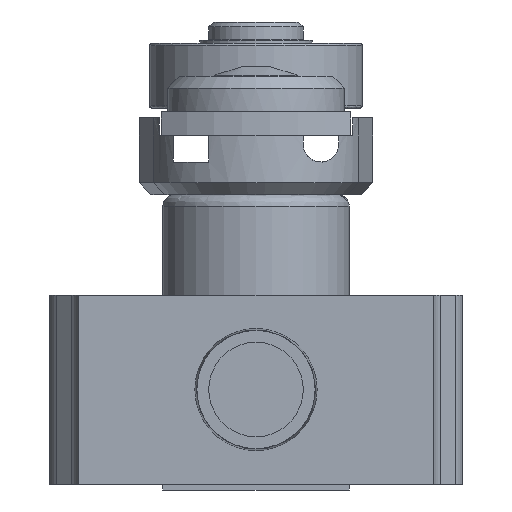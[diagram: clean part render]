
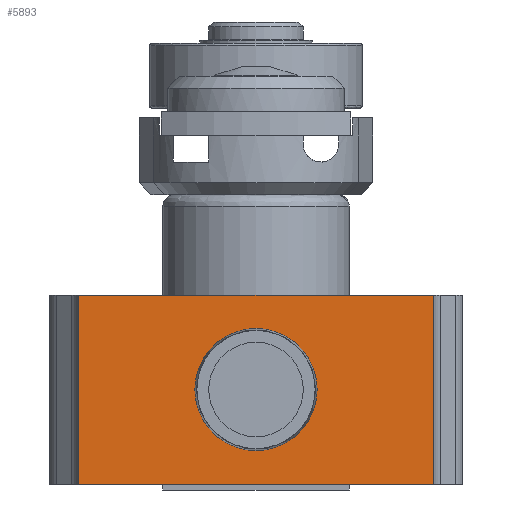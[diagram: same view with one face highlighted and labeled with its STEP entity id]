
A CAD part, front view. The second image highlights one B-rep face of the part: STEP entity #5893.
In plain terms, the highlighted planar face has unit normal (0, -1, 0).
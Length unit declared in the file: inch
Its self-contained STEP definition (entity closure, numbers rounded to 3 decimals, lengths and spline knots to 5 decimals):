
#91 = LINE ( 'NONE', #3858, #5497 ) ;
#250 = VERTEX_POINT ( 'NONE', #1854 ) ;
#315 = DIRECTION ( 'NONE',  ( 1., 0., 0. ) ) ;
#488 = EDGE_LOOP ( 'NONE', ( #1962, #7109, #5194, #1813 ) ) ;
#696 = VECTOR ( 'NONE', #3592, 39.37008 ) ;
#828 = DIRECTION ( 'NONE',  ( -1., 0., 0. ) ) ;
#835 = EDGE_CURVE ( 'NONE', #2644, #2644, #5484, .T. ) ;
#1120 = DIRECTION ( 'NONE',  ( 0., -1., 0. ) ) ;
#1382 = LINE ( 'NONE', #3630, #5443 ) ;
#1564 = CARTESIAN_POINT ( 'NONE',  ( 0., 0., 0. ) ) ;
#1644 = LINE ( 'NONE', #3335, #2879 ) ;
#1681 = DIRECTION ( 'NONE',  ( 0., 0., 1. ) ) ;
#1779 = EDGE_CURVE ( 'NONE', #250, #1781, #6492, .T. ) ;
#1781 = VERTEX_POINT ( 'NONE', #4597 ) ;
#1813 = ORIENTED_EDGE ( 'NONE', *, *, #4799, .T. ) ;
#1854 = CARTESIAN_POINT ( 'NONE',  ( 0., 0., -0.62992 ) ) ;
#1962 = ORIENTED_EDGE ( 'NONE', *, *, #2722, .F. ) ;
#2021 = FACE_OUTER_BOUND ( 'NONE', #488, .T. ) ;
#2112 = EDGE_LOOP ( 'NONE', ( #4676 ) ) ;
#2219 = AXIS2_PLACEMENT_3D ( 'NONE', #2318, #1120, #3303 ) ;
#2318 = CARTESIAN_POINT ( 'NONE',  ( 0., 0., -0.57087 ) ) ;
#2423 = CARTESIAN_POINT ( 'NONE',  ( -0.59055, 0., -0.31496 ) ) ;
#2462 = CARTESIAN_POINT ( 'NONE',  ( -1.1811, 0., 0. ) ) ;
#2589 = AXIS2_PLACEMENT_3D ( 'NONE', #2423, #5202, #315 ) ;
#2643 = FACE_BOUND ( 'NONE', #2112, .T. ) ;
#2644 = VERTEX_POINT ( 'NONE', #4856 ) ;
#2722 = EDGE_CURVE ( 'NONE', #1781, #5170, #91, .T. ) ;
#2879 = VECTOR ( 'NONE', #1681, 39.37008 ) ;
#3303 = DIRECTION ( 'NONE',  ( -1., 0., 0. ) ) ;
#3335 = CARTESIAN_POINT ( 'NONE',  ( 0., 0., -0.57087 ) ) ;
#3480 = VERTEX_POINT ( 'NONE', #1564 ) ;
#3488 = EDGE_CURVE ( 'NONE', #250, #3480, #1644, .T. ) ;
#3592 = DIRECTION ( 'NONE',  ( -1., 0., 0. ) ) ;
#3630 = CARTESIAN_POINT ( 'NONE',  ( 0., 0., 0. ) ) ;
#3858 = CARTESIAN_POINT ( 'NONE',  ( -1.1811, 0., -0.62992 ) ) ;
#3894 = DIRECTION ( 'NONE',  ( 0., 0., 1. ) ) ;
#4051 = CARTESIAN_POINT ( 'NONE',  ( -1.27953, 0., -0.62992 ) ) ;
#4597 = CARTESIAN_POINT ( 'NONE',  ( -1.1811, 0., -0.62992 ) ) ;
#4676 = ORIENTED_EDGE ( 'NONE', *, *, #835, .T. ) ;
#4799 = EDGE_CURVE ( 'NONE', #3480, #5170, #1382, .T. ) ;
#4856 = CARTESIAN_POINT ( 'NONE',  ( -0.38696, 0., -0.31496 ) ) ;
#5170 = VERTEX_POINT ( 'NONE', #2462 ) ;
#5194 = ORIENTED_EDGE ( 'NONE', *, *, #3488, .T. ) ;
#5202 = DIRECTION ( 'NONE',  ( 0., 1., 0. ) ) ;
#5443 = VECTOR ( 'NONE', #828, 39.37008 ) ;
#5484 = CIRCLE ( 'NONE', #2589, 0.20359 ) ;
#5497 = VECTOR ( 'NONE', #3894, 39.37008 ) ;
#5893 = ADVANCED_FACE ( 'NONE', ( #2643, #2021 ), #6573, .T. ) ;
#6492 = LINE ( 'NONE', #4051, #696 ) ;
#6573 = PLANE ( 'NONE',  #2219 ) ;
#7109 = ORIENTED_EDGE ( 'NONE', *, *, #1779, .F. ) ;
